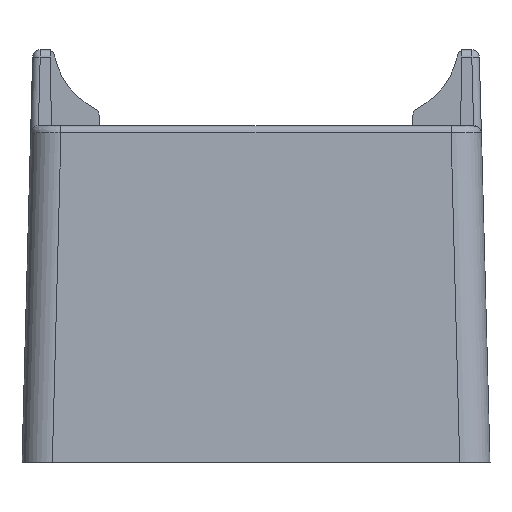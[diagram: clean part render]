
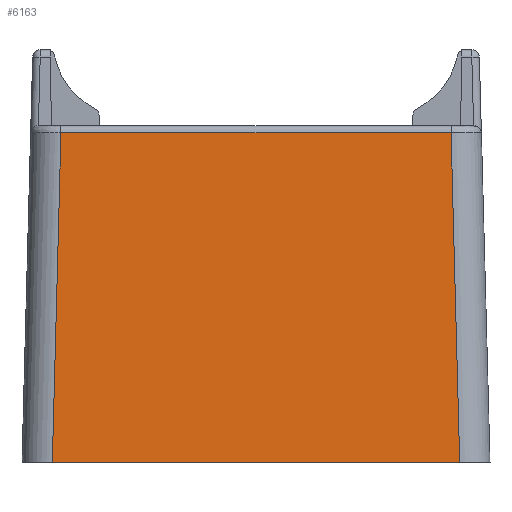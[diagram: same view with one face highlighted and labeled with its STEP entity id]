
A CAD part, left-side view. The second image highlights one B-rep face of the part: STEP entity #6163.
In plain terms, the highlighted face is planar.
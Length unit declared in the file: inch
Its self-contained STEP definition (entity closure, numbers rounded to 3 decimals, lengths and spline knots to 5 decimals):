
#204=PLANE('',#6840);
#696=LINE('',#11790,#1253);
#713=LINE('',#11927,#1270);
#714=LINE('',#11958,#1271);
#715=LINE('',#11959,#1272);
#1253=VECTOR('',#8294,1.05764);
#1270=VECTOR('',#8329,0.85543);
#1271=VECTOR('',#8332,0.85543);
#1272=VECTOR('',#8333,1.01287);
#1779=FACE_OUTER_BOUND('',#2143,.T.);
#2143=EDGE_LOOP('',(#5282,#5283,#5284,#5285));
#2997=VERTEX_POINT('',#11787);
#2998=VERTEX_POINT('',#11789);
#3023=VERTEX_POINT('',#11926);
#3024=VERTEX_POINT('',#11957);
#3792=EDGE_CURVE('',#2998,#2997,#696,.T.);
#3820=EDGE_CURVE('',#3023,#2998,#713,.T.);
#3822=EDGE_CURVE('',#3024,#2997,#714,.T.);
#3823=EDGE_CURVE('',#3023,#3024,#715,.T.);
#5282=ORIENTED_EDGE('',*,*,#3822,.F.);
#5283=ORIENTED_EDGE('',*,*,#3823,.F.);
#5284=ORIENTED_EDGE('',*,*,#3820,.T.);
#5285=ORIENTED_EDGE('',*,*,#3792,.T.);
#6163=ADVANCED_FACE('',(#1779),#204,.T.);
#6840=AXIS2_PLACEMENT_3D('',#11956,#8330,#8331);
#8294=DIRECTION('',(0.,1.,0.));
#8329=DIRECTION('',(0.026,-0.026,-0.999));
#8330=DIRECTION('center_axis',(1.,0.,0.026));
#8331=DIRECTION('ref_axis',(0.026,0.,-1.));
#8332=DIRECTION('',(0.026,0.026,-0.999));
#8333=DIRECTION('',(0.,1.,0.));
#11787=CARTESIAN_POINT('',(1.16462,0.52882,0.));
#11789=CARTESIAN_POINT('',(1.16462,-0.52882,0.));
#11790=CARTESIAN_POINT('',(1.16462,-0.52882,0.));
#11926=CARTESIAN_POINT('',(1.14223,-0.50643,0.85485));
#11927=CARTESIAN_POINT('',(1.14223,-0.50643,0.85485));
#11956=CARTESIAN_POINT('Origin',(1.14173,-0.65788,0.87402));
#11957=CARTESIAN_POINT('',(1.14223,0.50643,0.85485));
#11958=CARTESIAN_POINT('',(1.14223,0.50643,0.85485));
#11959=CARTESIAN_POINT('',(1.14223,-0.50643,0.85485));
